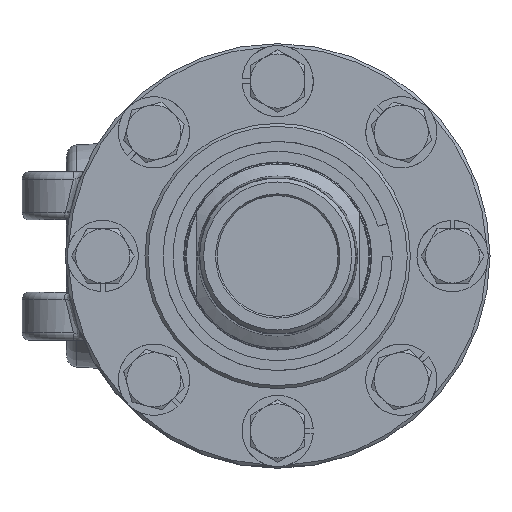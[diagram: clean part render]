
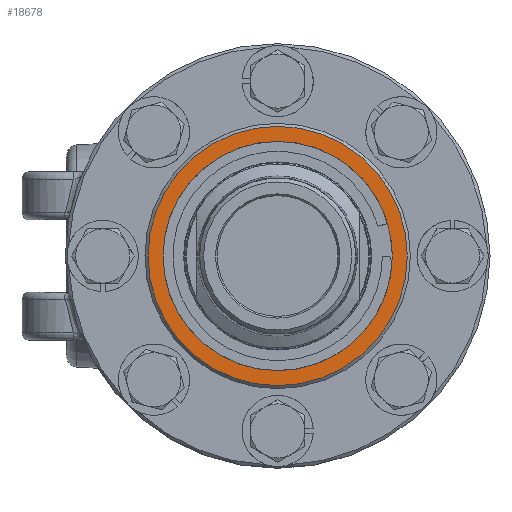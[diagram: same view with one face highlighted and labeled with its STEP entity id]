
A CAD part, left-side view. The second image highlights one B-rep face of the part: STEP entity #18678.
In plain terms, the highlighted planar face has unit normal (-1, 0, 0).
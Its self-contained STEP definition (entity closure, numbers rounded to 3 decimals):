
#572=FACE_BOUND('',#5945,.T.);
#1093=PLANE('',#19891);
#4837=FACE_OUTER_BOUND('',#5944,.T.);
#5944=EDGE_LOOP('',(#16142));
#5945=EDGE_LOOP('',(#16143,#16144));
#6497=CIRCLE('',#19889,34.125);
#6498=CIRCLE('',#19892,30.175);
#6499=CIRCLE('',#19893,30.175);
#8783=VERTEX_POINT('',#32905);
#8784=VERTEX_POINT('',#32911);
#8785=VERTEX_POINT('',#32912);
#11304=EDGE_CURVE('',#8783,#8783,#6497,.T.);
#11306=EDGE_CURVE('',#8784,#8785,#6498,.T.);
#11307=EDGE_CURVE('',#8785,#8784,#6499,.T.);
#16142=ORIENTED_EDGE('',*,*,#11304,.F.);
#16143=ORIENTED_EDGE('',*,*,#11306,.T.);
#16144=ORIENTED_EDGE('',*,*,#11307,.T.);
#18678=ADVANCED_FACE('',(#4837,#572),#1093,.T.);
#19889=AXIS2_PLACEMENT_3D('',#32907,#23534,#23535);
#19891=AXIS2_PLACEMENT_3D('',#32910,#23539,#23540);
#19892=AXIS2_PLACEMENT_3D('',#32913,#23541,#23542);
#19893=AXIS2_PLACEMENT_3D('',#32914,#23543,#23544);
#23534=DIRECTION('center_axis',(1.,0.,0.));
#23535=DIRECTION('ref_axis',(0.,1.,0.));
#23539=DIRECTION('center_axis',(-1.,0.,0.));
#23540=DIRECTION('ref_axis',(0.,0.,-1.));
#23541=DIRECTION('center_axis',(1.,0.,0.));
#23542=DIRECTION('ref_axis',(0.,-1.,0.));
#23543=DIRECTION('center_axis',(1.,0.,0.));
#23544=DIRECTION('ref_axis',(0.,-1.,0.));
#32905=CARTESIAN_POINT('',(-35.96,-34.125,0.));
#32907=CARTESIAN_POINT('Origin',(-35.96,0.,0.));
#32910=CARTESIAN_POINT('Origin',(-35.96,-32.55,0.));
#32911=CARTESIAN_POINT('',(-35.96,-30.175,0.));
#32912=CARTESIAN_POINT('',(-35.96,30.175,0.));
#32913=CARTESIAN_POINT('Origin',(-35.96,0.,0.));
#32914=CARTESIAN_POINT('Origin',(-35.96,0.,0.));
